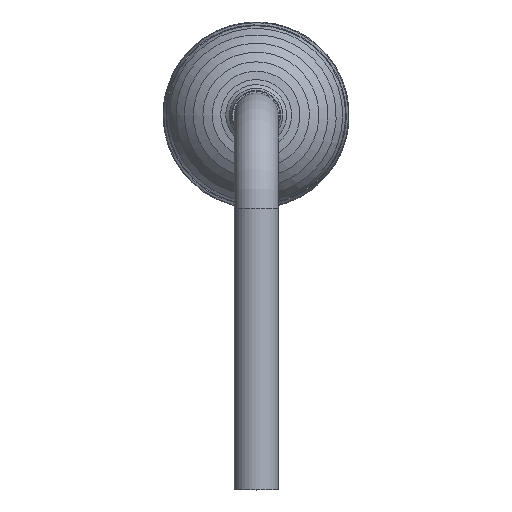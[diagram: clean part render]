
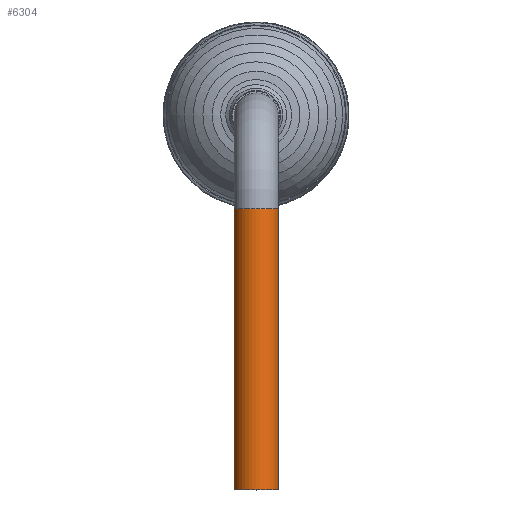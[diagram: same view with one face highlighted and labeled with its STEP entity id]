
A CAD part, left-side view. The second image highlights one B-rep face of the part: STEP entity #6304.
In plain terms, the highlighted cylindrical face has radius 0.3 mm (diameter 0.6 mm), a full revolution.
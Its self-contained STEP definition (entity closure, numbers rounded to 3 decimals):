
#6304 = ADVANCED_FACE('',(#6305),#6332,.T.);
#6305 = FACE_BOUND('',#6306,.T.);
#6306 = EDGE_LOOP('',(#6307,#6317,#6324,#6325));
#6307 = ORIENTED_EDGE('',*,*,#6308,.T.);
#6308 = EDGE_CURVE('',#6309,#6311,#6313,.T.);
#6309 = VERTEX_POINT('',#6310);
#6310 = CARTESIAN_POINT('',(-4.78,0.,-3.68));
#6311 = VERTEX_POINT('',#6312);
#6312 = CARTESIAN_POINT('',(-4.78,0.,0.13));
#6313 = LINE('',#6314,#6315);
#6314 = CARTESIAN_POINT('',(-4.78,0.,-3.68));
#6315 = VECTOR('',#6316,1.);
#6316 = DIRECTION('',(0.,0.,1.));
#6317 = ORIENTED_EDGE('',*,*,#6318,.F.);
#6318 = EDGE_CURVE('',#6311,#6311,#6319,.T.);
#6319 = CIRCLE('',#6320,0.3);
#6320 = AXIS2_PLACEMENT_3D('',#6321,#6322,#6323);
#6321 = CARTESIAN_POINT('',(-5.08,0.,0.13));
#6322 = DIRECTION('',(-0.,0.,1.));
#6323 = DIRECTION('',(1.,0.,0.));
#6324 = ORIENTED_EDGE('',*,*,#6308,.F.);
#6325 = ORIENTED_EDGE('',*,*,#6326,.T.);
#6326 = EDGE_CURVE('',#6309,#6309,#6327,.T.);
#6327 = CIRCLE('',#6328,0.3);
#6328 = AXIS2_PLACEMENT_3D('',#6329,#6330,#6331);
#6329 = CARTESIAN_POINT('',(-5.08,0.,-3.68));
#6330 = DIRECTION('',(-0.,0.,1.));
#6331 = DIRECTION('',(1.,0.,0.));
#6332 = CYLINDRICAL_SURFACE('',#6333,0.3);
#6333 = AXIS2_PLACEMENT_3D('',#6334,#6335,#6336);
#6334 = CARTESIAN_POINT('',(-5.08,0.,-3.68));
#6335 = DIRECTION('',(0.,0.,1.));
#6336 = DIRECTION('',(1.,0.,0.));
